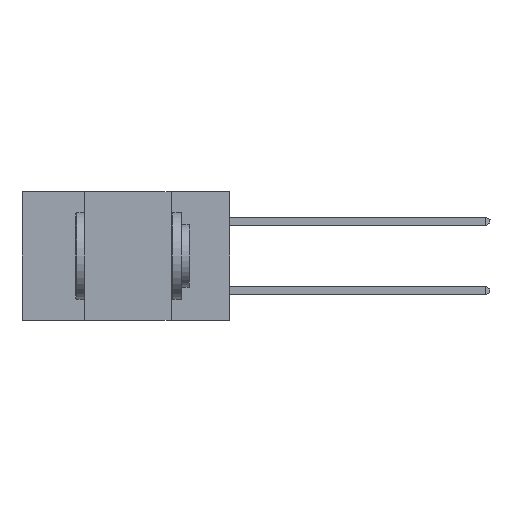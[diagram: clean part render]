
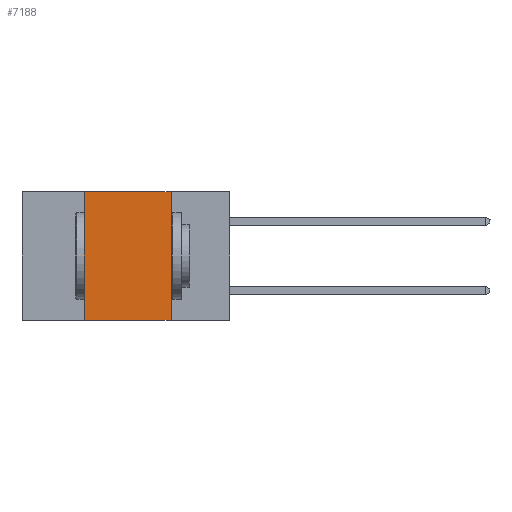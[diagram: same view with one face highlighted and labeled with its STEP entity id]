
A CAD part, left-side view. The second image highlights one B-rep face of the part: STEP entity #7188.
In plain terms, the highlighted planar face has unit normal (-1, 0, 0).
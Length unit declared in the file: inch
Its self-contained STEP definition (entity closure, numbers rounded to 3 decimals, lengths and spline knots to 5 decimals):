
#44 = CARTESIAN_POINT ( 'NONE',  ( 0., 0.42, -0.37 ) ) ;
#192 = ORIENTED_EDGE ( 'NONE', *, *, #9908, .F. ) ;
#391 = PLANE ( 'NONE',  #9109 ) ;
#734 = CARTESIAN_POINT ( 'NONE',  ( 0., 0.6, -0.37 ) ) ;
#1208 = CARTESIAN_POINT ( 'NONE',  ( 0., 0.6, 0. ) ) ;
#1441 = VERTEX_POINT ( 'NONE', #9958 ) ;
#1818 = VECTOR ( 'NONE', #7665, 39.37008 ) ;
#2014 = VERTEX_POINT ( 'NONE', #44 ) ;
#2862 = ORIENTED_EDGE ( 'NONE', *, *, #5483, .F. ) ;
#3642 = EDGE_CURVE ( 'NONE', #2014, #8848, #10075, .T. ) ;
#3651 = CARTESIAN_POINT ( 'NONE',  ( 0., 0.42, 0. ) ) ;
#3868 = FACE_OUTER_BOUND ( 'NONE', #4899, .T. ) ;
#3993 = CARTESIAN_POINT ( 'NONE',  ( 0., 0.17, -0.37 ) ) ;
#4153 = VERTEX_POINT ( 'NONE', #5489 ) ;
#4546 = ORIENTED_EDGE ( 'NONE', *, *, #3642, .T. ) ;
#4623 = DIRECTION ( 'NONE',  ( 0., -1., 0. ) ) ;
#4899 = EDGE_LOOP ( 'NONE', ( #2862, #192, #5675, #4546 ) ) ;
#5483 = EDGE_CURVE ( 'NONE', #1441, #8848, #9063, .T. ) ;
#5489 = CARTESIAN_POINT ( 'NONE',  ( 0., 0.42, 0. ) ) ;
#5675 = ORIENTED_EDGE ( 'NONE', *, *, #8606, .F. ) ;
#5872 = DIRECTION ( 'NONE',  ( 0., 0., -1. ) ) ;
#5873 = LINE ( 'NONE', #7000, #7729 ) ;
#6369 = VECTOR ( 'NONE', #7507, 39.37008 ) ;
#7000 = CARTESIAN_POINT ( 'NONE',  ( 0., 0.6, 0. ) ) ;
#7153 = VECTOR ( 'NONE', #9230, 39.37008 ) ;
#7188 = ADVANCED_FACE ( 'NONE', ( #3868 ), #391, .F. ) ;
#7507 = DIRECTION ( 'NONE',  ( 0., 0., -1. ) ) ;
#7665 = DIRECTION ( 'NONE',  ( 0., 0., 1. ) ) ;
#7729 = VECTOR ( 'NONE', #4623, 39.37008 ) ;
#8235 = DIRECTION ( 'NONE',  ( 1., 0., 0. ) ) ;
#8606 = EDGE_CURVE ( 'NONE', #2014, #4153, #9330, .T. ) ;
#8848 = VERTEX_POINT ( 'NONE', #3993 ) ;
#9063 = LINE ( 'NONE', #9829, #6369 ) ;
#9109 = AXIS2_PLACEMENT_3D ( 'NONE', #1208, #8235, #5872 ) ;
#9230 = DIRECTION ( 'NONE',  ( 0., -1., 0. ) ) ;
#9330 = LINE ( 'NONE', #3651, #1818 ) ;
#9829 = CARTESIAN_POINT ( 'NONE',  ( 0., 0.17, 0. ) ) ;
#9908 = EDGE_CURVE ( 'NONE', #4153, #1441, #5873, .T. ) ;
#9958 = CARTESIAN_POINT ( 'NONE',  ( 0., 0.17, 0. ) ) ;
#10075 = LINE ( 'NONE', #734, #7153 ) ;
